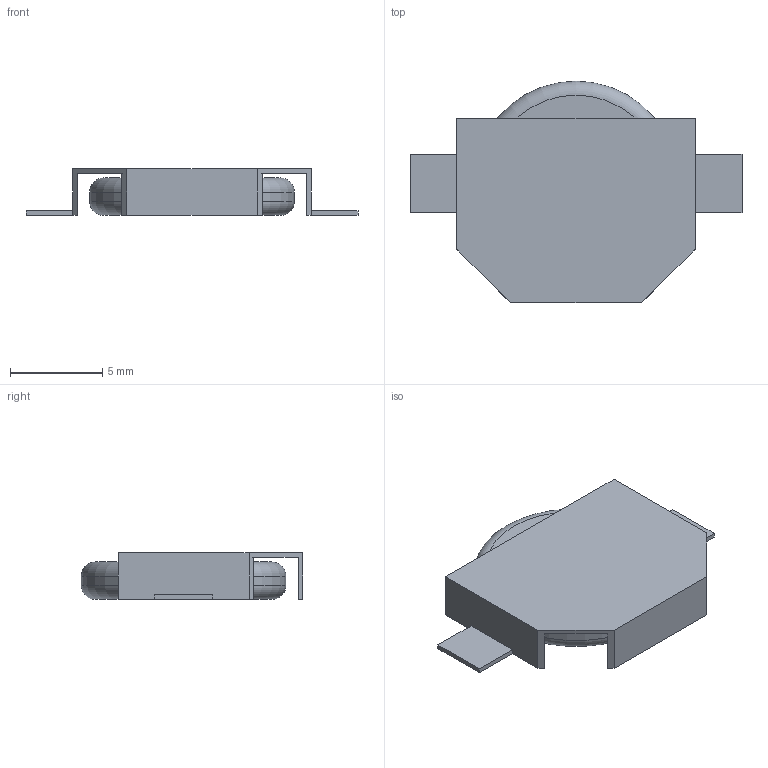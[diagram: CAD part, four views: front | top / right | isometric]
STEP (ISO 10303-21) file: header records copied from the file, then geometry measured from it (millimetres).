
FILE_DESCRIPTION(/* description */ (''),/* implementation_level */ '2;1');
FILE_NAME(/* name */ '409-06-01.stp',/* time_stamp */ '2018-12-30T17:17:44-06:00',/* author */ (''),/* organization */ (''),/* preprocessor_version */ 'ST-DEVELOPER v16.7',/* originating_system */ 'SIEMENS PLM Software NX 12.0',/* authorisation */ '');
FILE_SCHEMA (('AUTOMOTIVE_DESIGN { 1 0 10303 214 3 1 1 1 }'));
Length unit declared in the file: inch
Products named in the file (1): 409-06-01
Bounding box: 18.03 x 12.04 x 2.54 mm (x, y, z)
Volume: 236.5 mm3; surface area: 634.6 mm2
Topology: 2 solids, 2 shells, 27 faces, 67 edges, 44 vertices
Faces by surface type: plane 24, torus 2, cylinder 1
Full cylindrical faces by diameter (mm): 11.119 x1
Entity records: 995 total; most frequent: CARTESIAN_POINT 136, ORIENTED_EDGE 128, DIRECTION 124, EDGE_CURVE 64, LINE 60, VECTOR 60, VERTEX_POINT 44, AXIS2_PLACEMENT_3D 32
